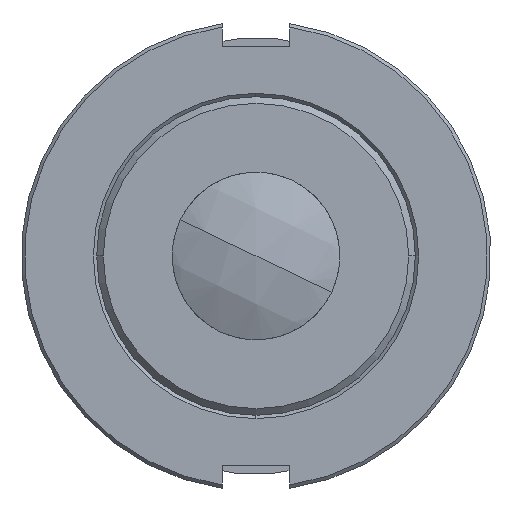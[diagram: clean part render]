
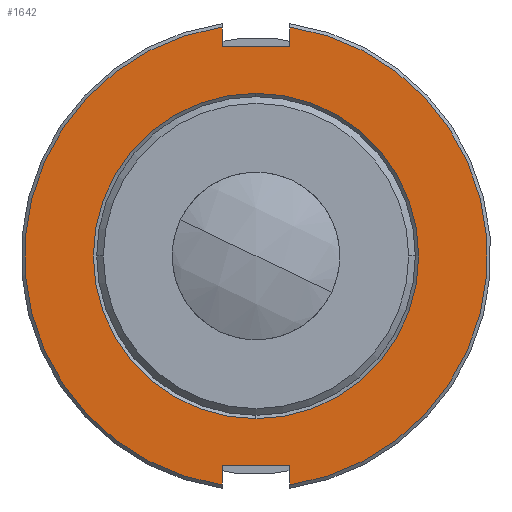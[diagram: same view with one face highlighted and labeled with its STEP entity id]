
A CAD part, front view. The second image highlights one B-rep face of the part: STEP entity #1642.
In plain terms, the highlighted planar face has unit normal (0, -1, 0).
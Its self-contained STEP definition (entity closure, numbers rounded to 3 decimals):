
#91 = CARTESIAN_POINT ( 'NONE',  ( 18.793, 1.042, 18.605 ) ) ;
#322 = AXIS2_PLACEMENT_3D ( 'NONE', #1536, #9018, #2620 ) ;
#582 = CARTESIAN_POINT ( 'NONE',  ( 19.793, 1.042, 12.355 ) ) ;
#707 = CIRCLE ( 'NONE', #1654, 4.85 ) ;
#776 = CARTESIAN_POINT ( 'NONE',  ( 17.793, 1.042, 24.855 ) ) ;
#867 = ORIENTED_EDGE ( 'NONE', *, *, #1809, .T. ) ;
#1138 = DIRECTION ( 'NONE',  ( 0., 0., 1. ) ) ;
#1188 = DIRECTION ( 'NONE',  ( 0., 0., 1. ) ) ;
#1452 = CARTESIAN_POINT ( 'NONE',  ( 19.793, 1.042, 24.855 ) ) ;
#1536 = CARTESIAN_POINT ( 'NONE',  ( 18.793, 1.042, 18.605 ) ) ;
#1584 = CARTESIAN_POINT ( 'NONE',  ( 18.793, 1.042, 18.605 ) ) ;
#1642 = ADVANCED_FACE ( 'NONE', ( #3290, #11869 ), #7471, .F. ) ;
#1654 = AXIS2_PLACEMENT_3D ( 'NONE', #91, #7556, #1188 ) ;
#1809 = EDGE_CURVE ( 'NONE', #4423, #3895, #12851, .T. ) ;
#2176 = EDGE_CURVE ( 'NONE', #8969, #4423, #4438, .T. ) ;
#2383 = EDGE_CURVE ( 'NONE', #10361, #10957, #9829, .T. ) ;
#2497 = AXIS2_PLACEMENT_3D ( 'NONE', #1584, #9065, #2661 ) ;
#2604 = DIRECTION ( 'NONE',  ( 0., 0., -1. ) ) ;
#2620 = DIRECTION ( 'NONE',  ( 0., 0., 1. ) ) ;
#2643 = CARTESIAN_POINT ( 'NONE',  ( 19.793, 1.042, 12.355 ) ) ;
#2661 = DIRECTION ( 'NONE',  ( 0., 0., 1. ) ) ;
#2696 = CARTESIAN_POINT ( 'NONE',  ( 18.793, 1.042, 23.455 ) ) ;
#3038 = CARTESIAN_POINT ( 'NONE',  ( 19.793, 1.042, 24.855 ) ) ;
#3290 = FACE_OUTER_BOUND ( 'NONE', #5239, .T. ) ;
#3559 = VECTOR ( 'NONE', #1138, 1000. ) ;
#3584 = VERTEX_POINT ( 'NONE', #8597 ) ;
#3868 = LINE ( 'NONE', #11280, #6705 ) ;
#3895 = VERTEX_POINT ( 'NONE', #13900 ) ;
#3982 = CARTESIAN_POINT ( 'NONE',  ( 18.793, 1.042, 18.605 ) ) ;
#4062 = ORIENTED_EDGE ( 'NONE', *, *, #8832, .T. ) ;
#4201 = VECTOR ( 'NONE', #2604, 1000. ) ;
#4423 = VERTEX_POINT ( 'NONE', #13038 ) ;
#4438 = CIRCLE ( 'NONE', #322, 6.9 ) ;
#4452 = AXIS2_PLACEMENT_3D ( 'NONE', #5366, #12915, #6437 ) ;
#4600 = VECTOR ( 'NONE', #10548, 1000. ) ;
#4981 = VECTOR ( 'NONE', #4992, 1000. ) ;
#4992 = DIRECTION ( 'NONE',  ( 0., 0., 1. ) ) ;
#5031 = VECTOR ( 'NONE', #10059, 1000. ) ;
#5042 = DIRECTION ( 'NONE',  ( 0., 0., 1. ) ) ;
#5239 = EDGE_LOOP ( 'NONE', ( #8567, #867, #11071, #4062, #13095, #7702, #6486, #6040 ) ) ;
#5353 = LINE ( 'NONE', #776, #4981 ) ;
#5366 = CARTESIAN_POINT ( 'NONE',  ( 18.793, 1.042, 18.605 ) ) ;
#5593 = CARTESIAN_POINT ( 'NONE',  ( 18.793, 1.042, 13.755 ) ) ;
#5834 = DIRECTION ( 'NONE',  ( 1., 0., 0. ) ) ;
#6040 = ORIENTED_EDGE ( 'NONE', *, *, #13593, .T. ) ;
#6189 = AXIS2_PLACEMENT_3D ( 'NONE', #3982, #11515, #5042 ) ;
#6437 = DIRECTION ( 'NONE',  ( 0., 0., 1. ) ) ;
#6486 = ORIENTED_EDGE ( 'NONE', *, *, #12349, .T. ) ;
#6705 = VECTOR ( 'NONE', #5834, 1000. ) ;
#6710 = EDGE_LOOP ( 'NONE', ( #12326, #8053 ) ) ;
#7012 = LINE ( 'NONE', #2643, #4201 ) ;
#7328 = VERTEX_POINT ( 'NONE', #8791 ) ;
#7471 = PLANE ( 'NONE',  #4452 ) ;
#7505 = VERTEX_POINT ( 'NONE', #11139 ) ;
#7556 = DIRECTION ( 'NONE',  ( 0., 1., 0. ) ) ;
#7702 = ORIENTED_EDGE ( 'NONE', *, *, #11939, .T. ) ;
#8053 = ORIENTED_EDGE ( 'NONE', *, *, #2383, .T. ) ;
#8567 = ORIENTED_EDGE ( 'NONE', *, *, #2176, .T. ) ;
#8597 = CARTESIAN_POINT ( 'NONE',  ( 17.793, 1.042, 25.433 ) ) ;
#8652 = CARTESIAN_POINT ( 'NONE',  ( 19.793, 1.042, 11.778 ) ) ;
#8791 = CARTESIAN_POINT ( 'NONE',  ( 17.793, 1.042, 24.855 ) ) ;
#8832 = EDGE_CURVE ( 'NONE', #7328, #3584, #5353, .T. ) ;
#8969 = VERTEX_POINT ( 'NONE', #8652 ) ;
#9018 = DIRECTION ( 'NONE',  ( 0., -1., 0. ) ) ;
#9065 = DIRECTION ( 'NONE',  ( 0., 1., 0. ) ) ;
#9737 = EDGE_CURVE ( 'NONE', #10957, #10361, #707, .T. ) ;
#9829 = CIRCLE ( 'NONE', #2497, 4.85 ) ;
#9933 = EDGE_CURVE ( 'NONE', #3895, #7328, #13633, .T. ) ;
#10059 = DIRECTION ( 'NONE',  ( -1., 0., 0. ) ) ;
#10361 = VERTEX_POINT ( 'NONE', #2696 ) ;
#10548 = DIRECTION ( 'NONE',  ( 0., 0., -1. ) ) ;
#10957 = VERTEX_POINT ( 'NONE', #5593 ) ;
#11071 = ORIENTED_EDGE ( 'NONE', *, *, #9933, .T. ) ;
#11139 = CARTESIAN_POINT ( 'NONE',  ( 17.793, 1.042, 12.355 ) ) ;
#11280 = CARTESIAN_POINT ( 'NONE',  ( 19.793, 1.042, 12.355 ) ) ;
#11515 = DIRECTION ( 'NONE',  ( 0., -1., 0. ) ) ;
#11869 = FACE_BOUND ( 'NONE', #6710, .T. ) ;
#11939 = EDGE_CURVE ( 'NONE', #13625, #7505, #12138, .T. ) ;
#12138 = LINE ( 'NONE', #12897, #3559 ) ;
#12326 = ORIENTED_EDGE ( 'NONE', *, *, #9737, .T. ) ;
#12349 = EDGE_CURVE ( 'NONE', #7505, #12977, #3868, .T. ) ;
#12435 = EDGE_CURVE ( 'NONE', #3584, #13625, #13616, .T. ) ;
#12851 = LINE ( 'NONE', #3038, #4600 ) ;
#12897 = CARTESIAN_POINT ( 'NONE',  ( 17.793, 1.042, 12.355 ) ) ;
#12915 = DIRECTION ( 'NONE',  ( 0., 1., 0. ) ) ;
#12977 = VERTEX_POINT ( 'NONE', #582 ) ;
#13038 = CARTESIAN_POINT ( 'NONE',  ( 19.793, 1.042, 25.433 ) ) ;
#13095 = ORIENTED_EDGE ( 'NONE', *, *, #12435, .T. ) ;
#13389 = CARTESIAN_POINT ( 'NONE',  ( 17.793, 1.042, 11.778 ) ) ;
#13593 = EDGE_CURVE ( 'NONE', #12977, #8969, #7012, .T. ) ;
#13616 = CIRCLE ( 'NONE', #6189, 6.9 ) ;
#13625 = VERTEX_POINT ( 'NONE', #13389 ) ;
#13633 = LINE ( 'NONE', #1452, #5031 ) ;
#13900 = CARTESIAN_POINT ( 'NONE',  ( 19.793, 1.042, 24.855 ) ) ;
